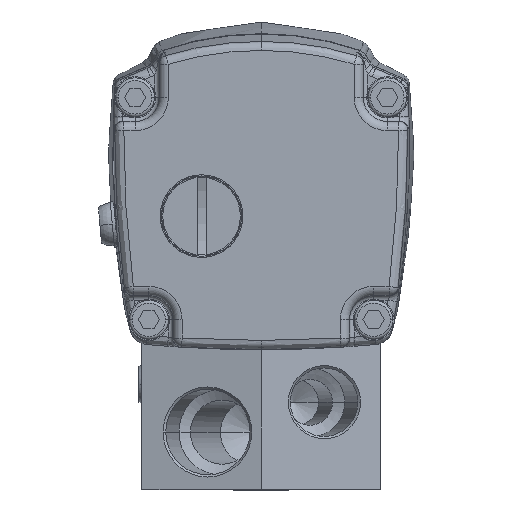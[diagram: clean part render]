
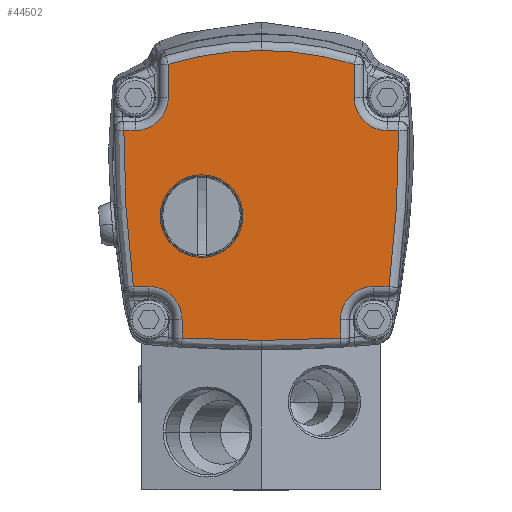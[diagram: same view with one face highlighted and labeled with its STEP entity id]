
A CAD part, top view. The second image highlights one B-rep face of the part: STEP entity #44502.
In plain terms, the highlighted planar face has unit normal (0, 0, 1).
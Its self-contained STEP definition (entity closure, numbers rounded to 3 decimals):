
#39107=DIRECTION('',(1.,0.,0.));
#39108=VECTOR('',#39107,3.382);
#39109=CARTESIAN_POINT('',(-27.882,26.75,
115.5));
#39110=LINE('',#39109,#39108);
#39114=CARTESIAN_POINT('',(-27.882,26.75,
115.5));
#39115=CARTESIAN_POINT('',(-28.094,28.435,
115.5));
#39116=CARTESIAN_POINT('',(-28.484,31.819,
115.5));
#39117=CARTESIAN_POINT('',(-28.961,36.763,
115.5));
#39118=CARTESIAN_POINT('',(-29.378,42.083,
115.5));
#39119=CARTESIAN_POINT('',(-29.71,47.822,
115.5));
#39120=CARTESIAN_POINT('',(-29.926,54.004,
115.5));
#39121=CARTESIAN_POINT('',(-29.963,58.449,
115.5));
#39122=CARTESIAN_POINT('',(-29.948,60.75,
115.5));
#39127=DIRECTION('',(-1.,0.,0.));
#39128=VECTOR('',#39127,2.448);
#39129=CARTESIAN_POINT('',(-27.5,60.75,115.5));
#39130=LINE('',#39129,#39128);
#39134=CARTESIAN_POINT('',(-27.5,68.,115.5));
#39135=DIRECTION('',(0.,0.,-1.));
#39136=DIRECTION('',(1.,0.,0.));
#39137=AXIS2_PLACEMENT_3D('',#39134,#39135,#39136);
#39142=DIRECTION('',(0.,-1.,0.));
#39143=VECTOR('',#39142,7.201);
#39144=CARTESIAN_POINT('',(-20.25,75.201,
115.5));
#39145=LINE('',#39144,#39143);
#39149=CARTESIAN_POINT('',(-20.25,75.201,
115.5));
#39150=CARTESIAN_POINT('',(-18.612,75.698,
115.5));
#39151=CARTESIAN_POINT('',(-15.305,76.57,
115.5));
#39152=CARTESIAN_POINT('',(-10.226,77.517,
115.5));
#39153=CARTESIAN_POINT('',(-5.1,78.086,
115.5));
#39154=CARTESIAN_POINT('',(-1.699,78.213,
115.5));
#39155=CARTESIAN_POINT('',(0.001,78.213,
115.5));
#39160=CARTESIAN_POINT('',(20.25,75.201,115.5));
#39161=CARTESIAN_POINT('',(18.064,75.865,115.5));
#39162=CARTESIAN_POINT('',(13.649,76.973,115.5));
#39163=CARTESIAN_POINT('',(6.794,77.989,115.5));
#39164=CARTESIAN_POINT('',(2.27,78.213,115.5));
#39165=CARTESIAN_POINT('',(0.001,78.213,
115.5));
#39170=DIRECTION('',(0.,-1.,0.));
#39171=VECTOR('',#39170,7.201);
#39172=CARTESIAN_POINT('',(20.25,75.201,115.5));
#39173=LINE('',#39172,#39171);
#39177=CARTESIAN_POINT('',(27.5,68.,115.5));
#39178=DIRECTION('',(0.,0.,1.));
#39179=DIRECTION('',(-1.,0.,0.));
#39180=AXIS2_PLACEMENT_3D('',#39177,#39178,#39179);
#39185=DIRECTION('',(1.,0.,0.));
#39186=VECTOR('',#39185,2.448);
#39187=CARTESIAN_POINT('',(27.5,60.75,115.5));
#39188=LINE('',#39187,#39186);
#39192=CARTESIAN_POINT('',(27.882,26.75,115.5));
#39193=CARTESIAN_POINT('',(28.094,28.435,115.5));
#39194=CARTESIAN_POINT('',(28.484,31.819,115.5));
#39195=CARTESIAN_POINT('',(28.961,36.763,115.5));
#39196=CARTESIAN_POINT('',(29.378,42.083,115.5));
#39197=CARTESIAN_POINT('',(29.71,47.822,115.5));
#39198=CARTESIAN_POINT('',(29.926,54.004,115.5));
#39199=CARTESIAN_POINT('',(29.963,58.449,115.5));
#39200=CARTESIAN_POINT('',(29.948,60.75,115.5));
#39205=DIRECTION('',(-1.,0.,0.));
#39206=VECTOR('',#39205,3.382);
#39207=CARTESIAN_POINT('',(27.882,26.75,115.5));
#39208=LINE('',#39207,#39206);
#39212=CARTESIAN_POINT('',(24.5,19.5,115.5));
#39213=DIRECTION('',(0.,0.,1.));
#39214=DIRECTION('',(0.,1.,0.));
#39215=AXIS2_PLACEMENT_3D('',#39212,#39213,#39214);
#39220=DIRECTION('',(0.,-1.,0.));
#39221=VECTOR('',#39220,3.993);
#39222=CARTESIAN_POINT('',(17.25,19.5,115.5));
#39223=LINE('',#39222,#39221);
#39227=CARTESIAN_POINT('',(0.,14.998,115.5));
#39228=CARTESIAN_POINT('',(1.844,14.998,115.5));
#39229=CARTESIAN_POINT('',(5.579,15.032,115.5));
#39230=CARTESIAN_POINT('',(11.33,15.196,115.5));
#39231=CARTESIAN_POINT('',(15.261,15.388,115.5));
#39232=CARTESIAN_POINT('',(17.25,15.507,115.5));
#39237=CARTESIAN_POINT('',(-17.25,15.507,115.5));
#39238=CARTESIAN_POINT('',(-15.26,15.388,115.5));
#39239=CARTESIAN_POINT('',(-11.328,15.196,115.5));
#39240=CARTESIAN_POINT('',(-5.577,15.032,115.5));
#39241=CARTESIAN_POINT('',(-1.842,14.998,115.5));
#39242=CARTESIAN_POINT('',(0.,14.998,115.5));
#39247=DIRECTION('',(0.,-1.,0.));
#39248=VECTOR('',#39247,3.993);
#39249=CARTESIAN_POINT('',(-17.25,19.5,115.5));
#39250=LINE('',#39249,#39248);
#39254=CARTESIAN_POINT('',(-24.5,19.5,115.5));
#39255=DIRECTION('',(0.,0.,-1.));
#39256=DIRECTION('',(0.,1.,0.));
#39257=AXIS2_PLACEMENT_3D('',#39254,#39255,#39256);
#39262=CARTESIAN_POINT('',(-13.,42.1,115.5));
#39263=DIRECTION('',(0.,0.,-1.));
#39264=DIRECTION('',(1.,0.,0.));
#39265=AXIS2_PLACEMENT_3D('',#39262,#39263,#39264);
#39270=CARTESIAN_POINT('',(-13.,42.1,115.5));
#39271=DIRECTION('',(0.,0.,-1.));
#39272=DIRECTION('',(-1.,0.,0.));
#39273=AXIS2_PLACEMENT_3D('',#39270,#39271,#39272);
#43957=CARTESIAN_POINT('',(0.001,78.213,
115.5));
#43959=VERTEX_POINT('',#43957);
#44026=CARTESIAN_POINT('',(-20.25,75.201,
115.5));
#44027=CARTESIAN_POINT('',(-20.25,68.,115.5));
#44028=VERTEX_POINT('',#44026);
#44029=VERTEX_POINT('',#44027);
#44034=CARTESIAN_POINT('',(-27.5,60.75,115.5));
#44035=VERTEX_POINT('',#44034);
#44038=CARTESIAN_POINT('',(-29.948,60.75,
115.5));
#44039=VERTEX_POINT('',#44038);
#44057=VERTEX_POINT('',#39160);
#44076=CARTESIAN_POINT('',(-27.882,26.75,115.5));
#44077=VERTEX_POINT('',#44076);
#44078=CARTESIAN_POINT('',(-24.5,26.75,115.5));
#44079=VERTEX_POINT('',#44078);
#44082=CARTESIAN_POINT('',(-17.25,19.5,115.5));
#44083=VERTEX_POINT('',#44082);
#44086=CARTESIAN_POINT('',(-17.25,15.507,115.5));
#44087=VERTEX_POINT('',#44086);
#44088=VERTEX_POINT('',#39242);
#44091=VERTEX_POINT('',#39232);
#44092=CARTESIAN_POINT('',(17.25,19.5,115.5));
#44093=VERTEX_POINT('',#44092);
#44100=CARTESIAN_POINT('',(24.5,26.75,115.5));
#44101=VERTEX_POINT('',#44100);
#44104=CARTESIAN_POINT('',(27.882,26.75,115.5));
#44105=VERTEX_POINT('',#44104);
#44121=VERTEX_POINT('',#39200);
#44126=CARTESIAN_POINT('',(20.25,68.,115.5));
#44127=VERTEX_POINT('',#44126);
#44128=CARTESIAN_POINT('',(27.5,60.75,115.5));
#44129=VERTEX_POINT('',#44128);
#44325=CARTESIAN_POINT('',(-4.242,42.1,115.5));
#44326=CARTESIAN_POINT('',(-21.758,42.1,115.5));
#44327=VERTEX_POINT('',#44325);
#44328=VERTEX_POINT('',#44326);
#44453=CARTESIAN_POINT('',(0.,94.388,115.5));
#44454=DIRECTION('',(0.,0.,1.));
#44455=DIRECTION('',(0.,-1.,0.));
#44456=AXIS2_PLACEMENT_3D('',#44453,#44454,#44455);
#44457=PLANE('',#44456);
#44459=ORIENTED_EDGE('',*,*,#44458,.F.);
#44461=ORIENTED_EDGE('',*,*,#44460,.T.);
#44463=ORIENTED_EDGE('',*,*,#44462,.F.);
#44465=ORIENTED_EDGE('',*,*,#44464,.F.);
#44467=ORIENTED_EDGE('',*,*,#44466,.F.);
#44469=ORIENTED_EDGE('',*,*,#44468,.T.);
#44471=ORIENTED_EDGE('',*,*,#44470,.F.);
#44473=ORIENTED_EDGE('',*,*,#44472,.T.);
#44475=ORIENTED_EDGE('',*,*,#44474,.T.);
#44477=ORIENTED_EDGE('',*,*,#44476,.T.);
#44479=ORIENTED_EDGE('',*,*,#44478,.F.);
#44481=ORIENTED_EDGE('',*,*,#44480,.T.);
#44483=ORIENTED_EDGE('',*,*,#44482,.T.);
#44485=ORIENTED_EDGE('',*,*,#44484,.T.);
#44487=ORIENTED_EDGE('',*,*,#44486,.F.);
#44489=ORIENTED_EDGE('',*,*,#44488,.F.);
#44491=ORIENTED_EDGE('',*,*,#44490,.F.);
#44493=ORIENTED_EDGE('',*,*,#44492,.F.);
#44494=EDGE_LOOP('',(#44459,#44461,#44463,#44465,#44467,#44469,#44471,#44473,
#44475,#44477,#44479,#44481,#44483,#44485,#44487,#44489,#44491,#44493));
#44495=FACE_OUTER_BOUND('',#44494,.F.);
#44497=ORIENTED_EDGE('',*,*,#44496,.F.);
#44499=ORIENTED_EDGE('',*,*,#44498,.F.);
#44500=EDGE_LOOP('',(#44497,#44499));
#44501=FACE_BOUND('',#44500,.F.);
#44502=ADVANCED_FACE('',(#44495,#44501),#44457,.T.);
#39123=B_SPLINE_CURVE_WITH_KNOTS('',3,(#39114,#39115,#39116,#39117,#39118,
#39119,#39120,#39121,#39122),.UNSPECIFIED.,.F.,.F.,(4,1,1,1,1,1,4),(0.,
0.167,0.333,0.5,0.667,0.833,
1.),.UNSPECIFIED.);
#39138=CIRCLE('',#39137,7.25);
#39156=B_SPLINE_CURVE_WITH_KNOTS('',3,(#39149,#39150,#39151,#39152,#39153,
#39154,#39155),.UNSPECIFIED.,.F.,.F.,(4,1,1,1,4),(0.,0.25,0.5,0.75,
1.),.UNSPECIFIED.);
#39166=B_SPLINE_CURVE_WITH_KNOTS('',3,(#39160,#39161,#39162,#39163,#39164,
#39165),.UNSPECIFIED.,.F.,.F.,(4,1,1,4),(0.,0.333,
0.667,1.),.UNSPECIFIED.);
#39181=CIRCLE('',#39180,7.25);
#39201=B_SPLINE_CURVE_WITH_KNOTS('',3,(#39192,#39193,#39194,#39195,#39196,
#39197,#39198,#39199,#39200),.UNSPECIFIED.,.F.,.F.,(4,1,1,1,1,1,4),(0.,
0.167,0.333,0.5,0.667,0.833,
1.),.UNSPECIFIED.);
#39216=CIRCLE('',#39215,7.25);
#39233=B_SPLINE_CURVE_WITH_KNOTS('',3,(#39227,#39228,#39229,#39230,#39231,
#39232),.UNSPECIFIED.,.F.,.F.,(4,1,1,4),(0.,0.333,
0.667,1.),.UNSPECIFIED.);
#39243=B_SPLINE_CURVE_WITH_KNOTS('',3,(#39237,#39238,#39239,#39240,#39241,
#39242),.UNSPECIFIED.,.F.,.F.,(4,1,1,4),(0.,0.333,
0.667,1.),.UNSPECIFIED.);
#39258=CIRCLE('',#39257,7.25);
#39266=CIRCLE('',#39265,8.758);
#39274=CIRCLE('',#39273,8.758);
#44458=EDGE_CURVE('',#44077,#44079,#39110,.T.);
#44460=EDGE_CURVE('',#44077,#44039,#39123,.T.);
#44462=EDGE_CURVE('',#44035,#44039,#39130,.T.);
#44464=EDGE_CURVE('',#44029,#44035,#39138,.T.);
#44466=EDGE_CURVE('',#44028,#44029,#39145,.T.);
#44468=EDGE_CURVE('',#44028,#43959,#39156,.T.);
#44470=EDGE_CURVE('',#44057,#43959,#39166,.T.);
#44472=EDGE_CURVE('',#44057,#44127,#39173,.T.);
#44474=EDGE_CURVE('',#44127,#44129,#39181,.T.);
#44476=EDGE_CURVE('',#44129,#44121,#39188,.T.);
#44478=EDGE_CURVE('',#44105,#44121,#39201,.T.);
#44480=EDGE_CURVE('',#44105,#44101,#39208,.T.);
#44482=EDGE_CURVE('',#44101,#44093,#39216,.T.);
#44484=EDGE_CURVE('',#44093,#44091,#39223,.T.);
#44486=EDGE_CURVE('',#44088,#44091,#39233,.T.);
#44488=EDGE_CURVE('',#44087,#44088,#39243,.T.);
#44490=EDGE_CURVE('',#44083,#44087,#39250,.T.);
#44492=EDGE_CURVE('',#44079,#44083,#39258,.T.);
#44496=EDGE_CURVE('',#44327,#44328,#39266,.T.);
#44498=EDGE_CURVE('',#44328,#44327,#39274,.T.);
